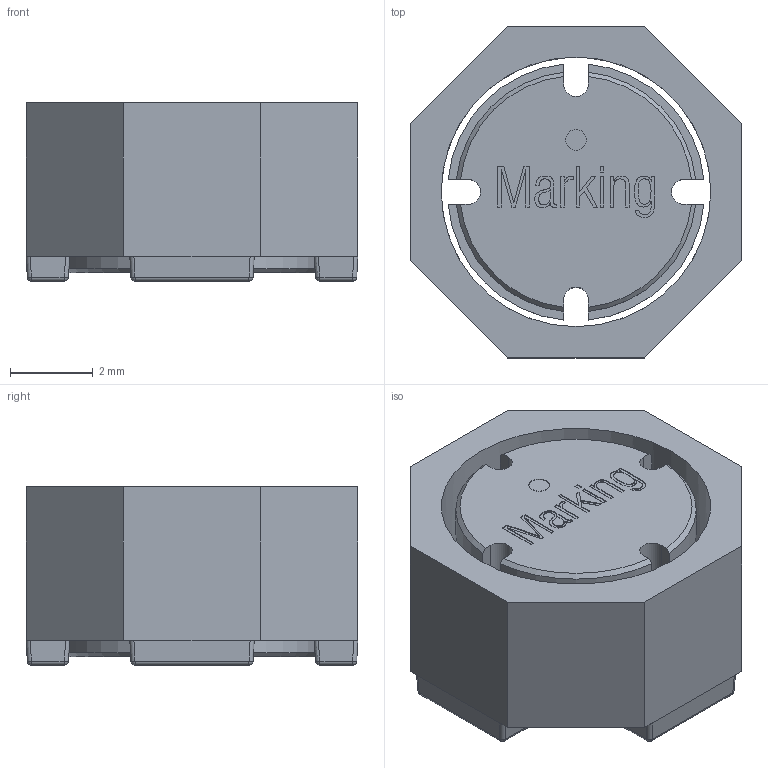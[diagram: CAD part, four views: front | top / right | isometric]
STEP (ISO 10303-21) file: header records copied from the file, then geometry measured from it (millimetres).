
FILE_DESCRIPTION( ( 'Unknown' ), '1' );
FILE_NAME( '744071xx.stp', 'Unknown', ( 'Unknown' ), ( 'Unknown' ), 'PSStep 13.0', 'Unknown', ' ' );
FILE_SCHEMA( ( 'AUTOMOTIVE_DESIGN { 1 0 10303 214 1 1 1 1 }' ) );
Length unit declared in the file: millimetre
Products named in the file (3): Assem1; core; shielding
Bounding box: 8 x 8 x 4.3 mm (x, y, z)
Surface area: 765.1 mm2
Topology: 4 solids, 4 shells, 438 faces, 1116 edges, 680 vertices
Faces by surface type: plane 256, cylinder 78, sphere 32, cone 24, extrusion 24, bspline 16, torus 8
Full cylindrical faces by diameter (mm): 0.5 x2, 3.3 x2, 6.5 x2
Entity records: 8790 total; most frequent: CARTESIAN_POINT 2134, ORIENTED_EDGE 1074, DIRECTION 888, EDGE_CURVE 537, VERTEX_POINT 339, AXIS2_PLACEMENT_3D 319, VECTOR 250, EDGE_LOOP 238
